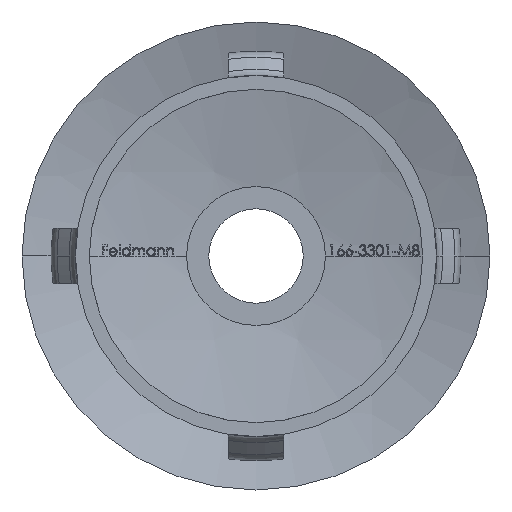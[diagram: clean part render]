
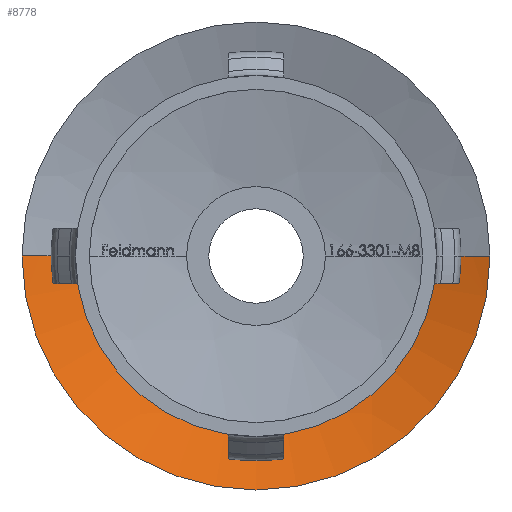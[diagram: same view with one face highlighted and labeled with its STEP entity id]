
A CAD part, front view. The second image highlights one B-rep face of the part: STEP entity #8778.
In plain terms, the highlighted spherical face has radius 47.5 mm.
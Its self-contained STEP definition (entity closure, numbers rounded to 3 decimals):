
#434 = CARTESIAN_POINT ( 'NONE',  ( 0., 22.411, 0. ) ) ;
#1401 = CARTESIAN_POINT ( 'NONE',  ( 13., 23.686, 0. ) ) ;
#1755 = DIRECTION ( 'NONE',  ( 1., 0., 0. ) ) ;
#2612 = VERTEX_POINT ( 'NONE', #6460 ) ;
#2851 = ORIENTED_EDGE ( 'NONE', *, *, #14527, .F. ) ;
#2862 = DIRECTION ( 'NONE',  ( 1., 0., 0. ) ) ;
#2901 = EDGE_CURVE ( 'NONE', #2612, #16696, #15408, .T. ) ;
#2970 = DIRECTION ( 'NONE',  ( 0., -1., 0. ) ) ;
#3633 = EDGE_CURVE ( 'NONE', #10243, #2612, #7796, .T. ) ;
#3719 = VERTEX_POINT ( 'NONE', #1401 ) ;
#3771 = DIRECTION ( 'NONE',  ( 0., 0., 1. ) ) ;
#3792 = CARTESIAN_POINT ( 'NONE',  ( 0., -22., 0. ) ) ;
#4004 = CARTESIAN_POINT ( 'NONE',  ( 0., -22., 0. ) ) ;
#4911 = ORIENTED_EDGE ( 'NONE', *, *, #10996, .F. ) ;
#5439 = CIRCLE ( 'NONE', #8285, 47.5 ) ;
#5483 = CARTESIAN_POINT ( 'NONE',  ( 0., 23.686, 0. ) ) ;
#6460 = CARTESIAN_POINT ( 'NONE',  ( -16.85, 22.411, 0. ) ) ;
#6588 = DIRECTION ( 'NONE',  ( 1., 0., 0. ) ) ;
#6645 = CARTESIAN_POINT ( 'NONE',  ( 0., -22., 0. ) ) ;
#7078 = ORIENTED_EDGE ( 'NONE', *, *, #2901, .T. ) ;
#7279 = AXIS2_PLACEMENT_3D ( 'NONE', #4004, #8073, #11883 ) ;
#7739 = DIRECTION ( 'NONE',  ( -1., 0., 0. ) ) ;
#7796 = CIRCLE ( 'NONE', #7279, 47.5 ) ;
#8073 = DIRECTION ( 'NONE',  ( 0., 0., 1. ) ) ;
#8285 = AXIS2_PLACEMENT_3D ( 'NONE', #3792, #12975, #7739 ) ;
#8329 = CARTESIAN_POINT ( 'NONE',  ( 16.85, 22.411, 0. ) ) ;
#8764 = FACE_OUTER_BOUND ( 'NONE', #9508, .T. ) ;
#8778 = ADVANCED_FACE ( 'NONE', ( #8764 ), #9383, .F. ) ;
#9285 = AXIS2_PLACEMENT_3D ( 'NONE', #434, #9604, #1755 ) ;
#9383 = SPHERICAL_SURFACE ( 'NONE', #14858, 47.5 ) ;
#9508 = EDGE_LOOP ( 'NONE', ( #4911, #13368, #7078, #2851 ) ) ;
#9604 = DIRECTION ( 'NONE',  ( 0., -1., 0. ) ) ;
#9816 = AXIS2_PLACEMENT_3D ( 'NONE', #5483, #2970, #2862 ) ;
#9837 = CIRCLE ( 'NONE', #9816, 13. ) ;
#10243 = VERTEX_POINT ( 'NONE', #11018 ) ;
#10996 = EDGE_CURVE ( 'NONE', #10243, #3719, #9837, .T. ) ;
#11018 = CARTESIAN_POINT ( 'NONE',  ( -13., 23.686, 0. ) ) ;
#11883 = DIRECTION ( 'NONE',  ( 1., 0., 0. ) ) ;
#12975 = DIRECTION ( 'NONE',  ( 0., 0., -1. ) ) ;
#13368 = ORIENTED_EDGE ( 'NONE', *, *, #3633, .T. ) ;
#14527 = EDGE_CURVE ( 'NONE', #3719, #16696, #5439, .T. ) ;
#14858 = AXIS2_PLACEMENT_3D ( 'NONE', #6645, #3771, #6588 ) ;
#15408 = CIRCLE ( 'NONE', #9285, 16.85 ) ;
#16696 = VERTEX_POINT ( 'NONE', #8329 ) ;
